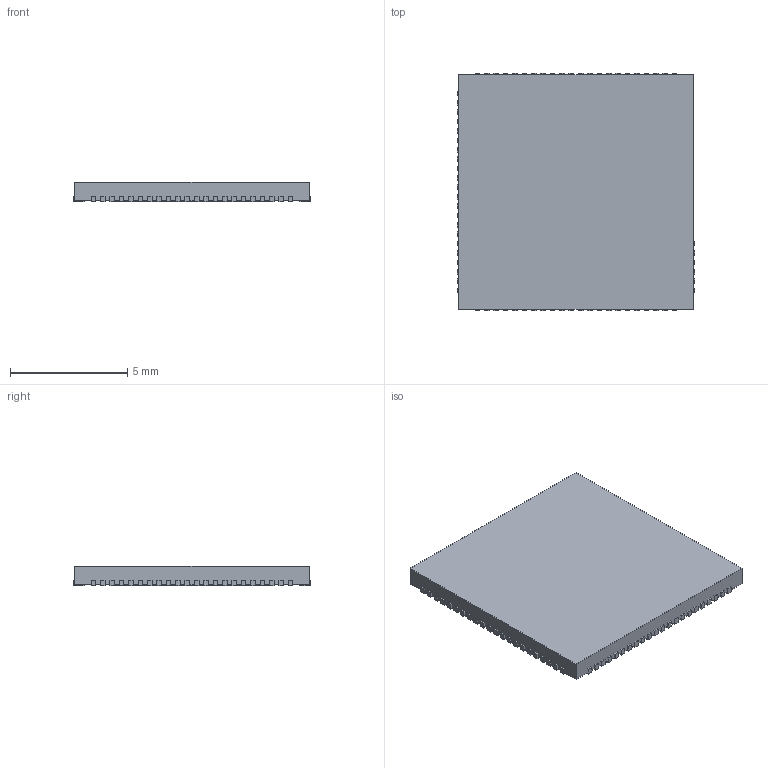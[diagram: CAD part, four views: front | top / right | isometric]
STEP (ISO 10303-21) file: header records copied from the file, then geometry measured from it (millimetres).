
FILE_DESCRIPTION(('FreeCAD Model'),'2;1');
FILE_NAME('QFN-88_EP_10x10_Pitch0.4mm.step', '2019-12-01T15:05:04',('Author'),(''), 'Open CASCADE STEP processor 7.3','FreeCAD','Unknown');
FILE_SCHEMA(('AUTOMOTIVE_DESIGN { 1 0 10303 214 1 1 1 1 }'));
Length unit declared in the file: millimetre
Products named in the file (75): PIN001; PIN076; PIN020; PIN022; PIN019; PIN005; PIN004; PIN018; PIN021; PIN002; PIN006; PIN017; PIN003; PIN010; PIN012; PIN016; PIN009; PIN-EP; PIN013; PIN015; PIN008; PIN014; PIN011; PIN007; Part; Body; PIN047; PIN053; PIN054; PIN049; PIN048; PIN058; PIN046; PIN055; PIN056; PIN050; PIN052; PIN051; PIN057; PIN045 ...
Assembly tree (1 placements, depth 2):
  PIN001
  PIN076
  PIN020
  PIN022
  PIN019
Bounding box: 10.1 x 10.1 x 0.85 mm (x, y, z)
Surface area: 370.5 mm2
Topology: 74 solids, 74 shells, 446 faces, 894 edges, 596 vertices
Faces by surface type: plane 444, cylinder 2
Entity records: 24311 total; most frequent: CARTESIAN_POINT 3750, DIRECTION 3578, LINE 2674, VECTOR 2674, ORIENTED_EDGE 1788, PCURVE 1788, DEFINITIONAL_REPRESENTATION 1788, EDGE_CURVE 894
